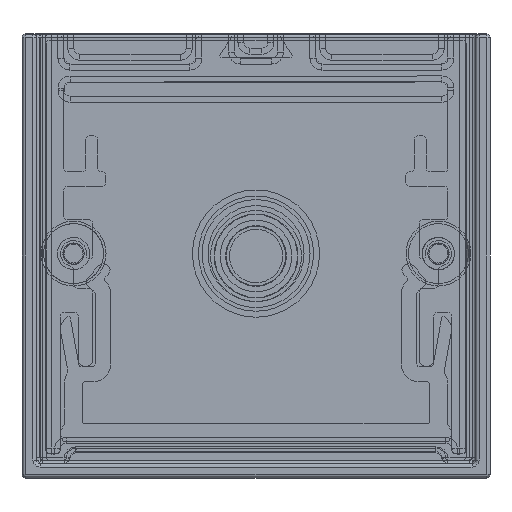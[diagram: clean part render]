
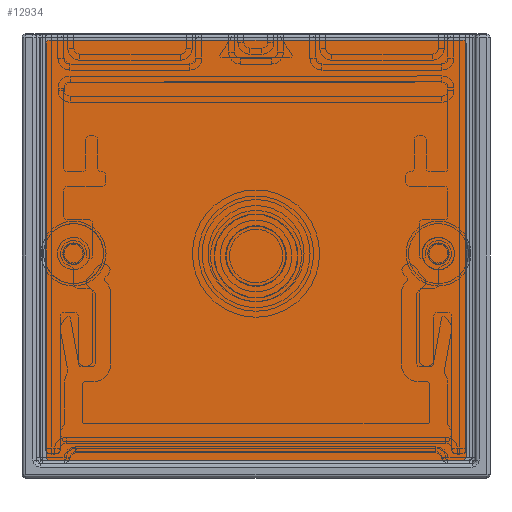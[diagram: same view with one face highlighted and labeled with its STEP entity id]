
A CAD part, front view. The second image highlights one B-rep face of the part: STEP entity #12934.
In plain terms, the highlighted planar face has unit normal (0, -1, 0).
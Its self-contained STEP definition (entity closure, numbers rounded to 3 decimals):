
#474=PLANE('',#14613);
#1439=LINE('',#23621,#2415);
#1445=LINE('',#23642,#2421);
#1449=LINE('',#23653,#2425);
#1450=LINE('',#23655,#2426);
#2415=VECTOR('',#18848,10.);
#2421=VECTOR('',#18868,10.);
#2425=VECTOR('',#18882,10.);
#2426=VECTOR('',#18885,10.);
#3194=FACE_OUTER_BOUND('',#3998,.T.);
#3998=EDGE_LOOP('',(#11799,#11800,#11801,#11802,#11803,#11804,#11805,#11806));
#4840=CIRCLE('',#14598,0.3);
#4844=CIRCLE('',#14605,0.3);
#4845=CIRCLE('',#14608,0.3);
#4846=CIRCLE('',#14610,0.3);
#6081=VERTEX_POINT('',#23611);
#6082=VERTEX_POINT('',#23613);
#6084=VERTEX_POINT('',#23619);
#6090=VERTEX_POINT('',#23635);
#6091=VERTEX_POINT('',#23637);
#6092=VERTEX_POINT('',#23641);
#6093=VERTEX_POINT('',#23645);
#6094=VERTEX_POINT('',#23649);
#7977=EDGE_CURVE('',#6081,#6082,#4840,.T.);
#7981=EDGE_CURVE('',#6081,#6084,#1439,.T.);
#7989=EDGE_CURVE('',#6090,#6091,#4844,.T.);
#7991=EDGE_CURVE('',#6092,#6091,#1445,.T.);
#7993=EDGE_CURVE('',#6092,#6093,#4845,.T.);
#7996=EDGE_CURVE('',#6094,#6084,#4846,.T.);
#7997=EDGE_CURVE('',#6094,#6093,#1449,.T.);
#7998=EDGE_CURVE('',#6090,#6082,#1450,.T.);
#11799=ORIENTED_EDGE('',*,*,#7977,.F.);
#11800=ORIENTED_EDGE('',*,*,#7981,.T.);
#11801=ORIENTED_EDGE('',*,*,#7996,.F.);
#11802=ORIENTED_EDGE('',*,*,#7997,.T.);
#11803=ORIENTED_EDGE('',*,*,#7993,.F.);
#11804=ORIENTED_EDGE('',*,*,#7991,.T.);
#11805=ORIENTED_EDGE('',*,*,#7989,.F.);
#11806=ORIENTED_EDGE('',*,*,#7998,.T.);
#12934=ADVANCED_FACE('',(#3194),#474,.F.);
#14598=AXIS2_PLACEMENT_3D('',#23614,#18841,#18842);
#14605=AXIS2_PLACEMENT_3D('',#23638,#18863,#18864);
#14608=AXIS2_PLACEMENT_3D('',#23646,#18872,#18873);
#14610=AXIS2_PLACEMENT_3D('',#23651,#18878,#18879);
#14613=AXIS2_PLACEMENT_3D('',#23656,#18886,#18887);
#18841=DIRECTION('center_axis',(0.,1.,0.));
#18842=DIRECTION('ref_axis',(0.707,0.,0.707));
#18848=DIRECTION('',(-1.,0.,0.));
#18863=DIRECTION('center_axis',(0.,1.,0.));
#18864=DIRECTION('ref_axis',(0.707,0.,-0.707));
#18868=DIRECTION('',(1.,0.,0.));
#18872=DIRECTION('center_axis',(0.,1.,0.));
#18873=DIRECTION('ref_axis',(-0.707,0.,-0.707));
#18878=DIRECTION('center_axis',(0.,1.,0.));
#18879=DIRECTION('ref_axis',(-0.707,0.,0.707));
#18882=DIRECTION('',(0.,0.,-1.));
#18885=DIRECTION('',(0.,0.,1.));
#18886=DIRECTION('center_axis',(0.,1.,0.));
#18887=DIRECTION('ref_axis',(1.,0.,0.));
#23611=CARTESIAN_POINT('',(17.2,-568.6,-0.5));
#23613=CARTESIAN_POINT('',(17.5,-568.6,-0.8));
#23614=CARTESIAN_POINT('Origin',(17.2,-568.6,-0.8));
#23619=CARTESIAN_POINT('',(-17.2,-568.6,-0.5));
#23621=CARTESIAN_POINT('',(17.5,-568.6,-0.5));
#23635=CARTESIAN_POINT('',(17.5,-568.6,-35.2));
#23637=CARTESIAN_POINT('',(17.2,-568.6,-35.5));
#23638=CARTESIAN_POINT('Origin',(17.2,-568.6,-35.2));
#23641=CARTESIAN_POINT('',(-17.2,-568.6,-35.5));
#23642=CARTESIAN_POINT('',(-17.5,-568.6,-35.5));
#23645=CARTESIAN_POINT('',(-17.5,-568.6,-35.2));
#23646=CARTESIAN_POINT('Origin',(-17.2,-568.6,-35.2));
#23649=CARTESIAN_POINT('',(-17.5,-568.6,-0.8));
#23651=CARTESIAN_POINT('Origin',(-17.2,-568.6,-0.8));
#23653=CARTESIAN_POINT('',(-17.5,-568.6,-0.5));
#23655=CARTESIAN_POINT('',(17.5,-568.6,-35.5));
#23656=CARTESIAN_POINT('Origin',(0.,-568.6,-18.));
